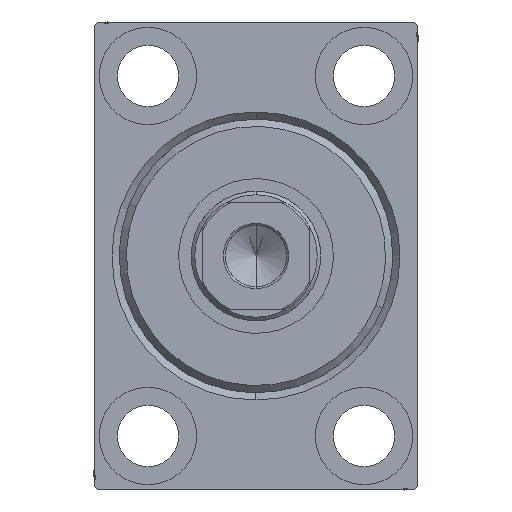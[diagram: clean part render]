
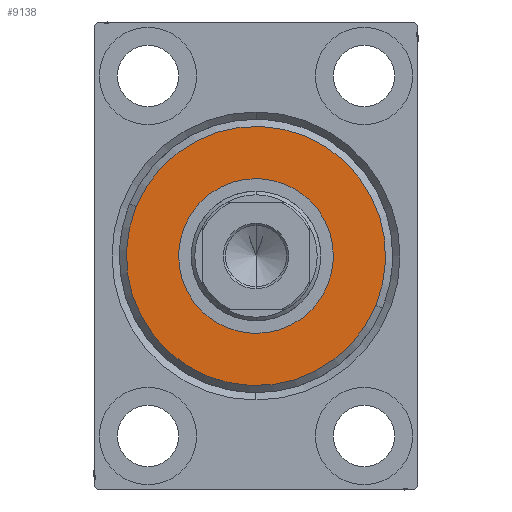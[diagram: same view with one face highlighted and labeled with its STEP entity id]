
A CAD part, left-side view. The second image highlights one B-rep face of the part: STEP entity #9138.
In plain terms, the highlighted face is planar.
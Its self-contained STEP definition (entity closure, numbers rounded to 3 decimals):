
#1721 = CIRCLE ( 'NONE', #10220, 18. ) ;
#6134 = CARTESIAN_POINT ( 'NONE',  ( 3., 0., 0. ) ) ;
#6369 = AXIS2_PLACEMENT_3D ( 'NONE', #7515, #17718, #34972 ) ;
#7289 = CARTESIAN_POINT ( 'NONE',  ( 3., 0., -10.75 ) ) ;
#7515 = CARTESIAN_POINT ( 'NONE',  ( 3., 0., 0. ) ) ;
#7572 = ORIENTED_EDGE ( 'NONE', *, *, #16556, .T. ) ;
#7816 = VERTEX_POINT ( 'NONE', #7289 ) ;
#8558 = PLANE ( 'NONE',  #14826 ) ;
#8787 = FACE_OUTER_BOUND ( 'NONE', #23263, .T. ) ;
#9138 = ADVANCED_FACE ( 'NONE', ( #8787, #29156 ), #8558, .T. ) ;
#9491 = CARTESIAN_POINT ( 'NONE',  ( 3., 0., 0. ) ) ;
#10147 = DIRECTION ( 'NONE',  ( -1., 0., 0. ) ) ;
#10220 = AXIS2_PLACEMENT_3D ( 'NONE', #6134, #26096, #16780 ) ;
#10682 = CIRCLE ( 'NONE', #13524, 10.75 ) ;
#12091 = DIRECTION ( 'NONE',  ( 1., 0., 0. ) ) ;
#13026 = DIRECTION ( 'NONE',  ( 0., 0., -1. ) ) ;
#13524 = AXIS2_PLACEMENT_3D ( 'NONE', #38318, #27933, #28144 ) ;
#14826 = AXIS2_PLACEMENT_3D ( 'NONE', #26062, #12091, #35571 ) ;
#16556 = EDGE_CURVE ( 'NONE', #42719, #36290, #24065, .T. ) ;
#16780 = DIRECTION ( 'NONE',  ( 0., 0., -1. ) ) ;
#17231 = CIRCLE ( 'NONE', #21458, 10.75 ) ;
#17718 = DIRECTION ( 'NONE',  ( 1., 0., 0. ) ) ;
#18251 = CARTESIAN_POINT ( 'NONE',  ( 3., 0., 10.75 ) ) ;
#19157 = EDGE_CURVE ( 'NONE', #21051, #7816, #10682, .T. ) ;
#20667 = CARTESIAN_POINT ( 'NONE',  ( 3., 0., 18. ) ) ;
#21051 = VERTEX_POINT ( 'NONE', #18251 ) ;
#21458 = AXIS2_PLACEMENT_3D ( 'NONE', #9491, #10147, #13026 ) ;
#23015 = CARTESIAN_POINT ( 'NONE',  ( 3., 0., -18. ) ) ;
#23263 = EDGE_LOOP ( 'NONE', ( #38720, #7572 ) ) ;
#24065 = CIRCLE ( 'NONE', #6369, 18. ) ;
#26062 = CARTESIAN_POINT ( 'NONE',  ( 3., 0., 0. ) ) ;
#26096 = DIRECTION ( 'NONE',  ( 1., 0., 0. ) ) ;
#27933 = DIRECTION ( 'NONE',  ( -1., 0., 0. ) ) ;
#28051 = EDGE_CURVE ( 'NONE', #36290, #42719, #1721, .T. ) ;
#28144 = DIRECTION ( 'NONE',  ( 0., 0., -1. ) ) ;
#28841 = EDGE_CURVE ( 'NONE', #7816, #21051, #17231, .T. ) ;
#29156 = FACE_BOUND ( 'NONE', #29459, .T. ) ;
#29459 = EDGE_LOOP ( 'NONE', ( #32159, #29923 ) ) ;
#29923 = ORIENTED_EDGE ( 'NONE', *, *, #28841, .T. ) ;
#32159 = ORIENTED_EDGE ( 'NONE', *, *, #19157, .T. ) ;
#34972 = DIRECTION ( 'NONE',  ( 0., 0., -1. ) ) ;
#35571 = DIRECTION ( 'NONE',  ( 0., 0., -1. ) ) ;
#36290 = VERTEX_POINT ( 'NONE', #20667 ) ;
#38318 = CARTESIAN_POINT ( 'NONE',  ( 3., 0., 0. ) ) ;
#38720 = ORIENTED_EDGE ( 'NONE', *, *, #28051, .T. ) ;
#42719 = VERTEX_POINT ( 'NONE', #23015 ) ;
